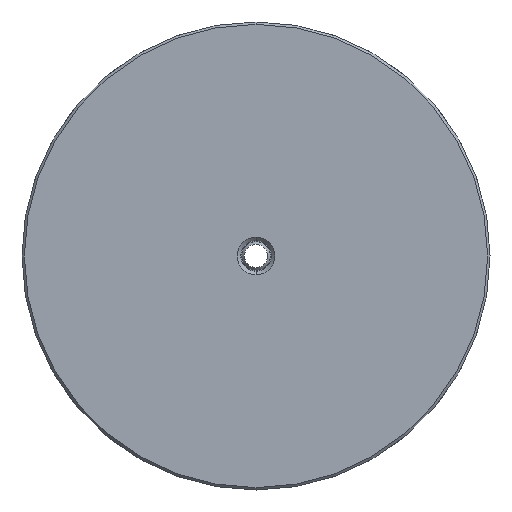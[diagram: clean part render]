
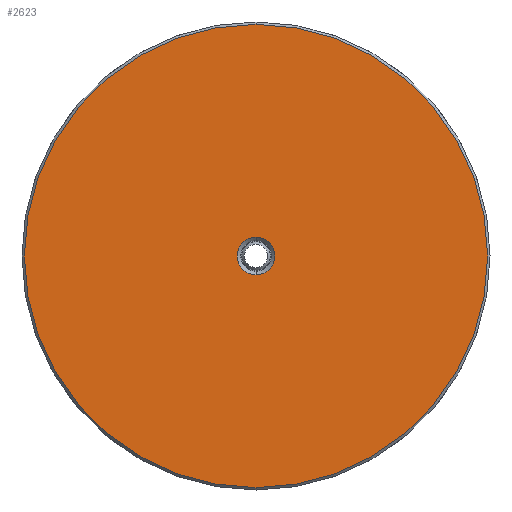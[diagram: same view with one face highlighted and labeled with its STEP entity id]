
A CAD part, front view. The second image highlights one B-rep face of the part: STEP entity #2623.
In plain terms, the highlighted planar face has unit normal (0, -1, 0).
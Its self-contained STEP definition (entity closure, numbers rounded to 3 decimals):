
#94 = VERTEX_POINT ( 'NONE', #951 ) ;
#96 = DIRECTION ( 'NONE',  ( 0., -1., 0. ) ) ;
#177 = CARTESIAN_POINT ( 'NONE',  ( 0., -9.167, 2.025 ) ) ;
#474 = CARTESIAN_POINT ( 'NONE',  ( 0., -9.167, 24.896 ) ) ;
#504 = DIRECTION ( 'NONE',  ( 0., 0., -1. ) ) ;
#694 = DIRECTION ( 'NONE',  ( 0., -1., 0. ) ) ;
#837 = CARTESIAN_POINT ( 'NONE',  ( 0., -9.167, 0. ) ) ;
#951 = CARTESIAN_POINT ( 'NONE',  ( 0., -9.167, -2.025 ) ) ;
#1109 = CARTESIAN_POINT ( 'NONE',  ( 0., -9.167, 0. ) ) ;
#1208 = DIRECTION ( 'NONE',  ( 0., -1., 0. ) ) ;
#1410 = FACE_BOUND ( 'NONE', #3039, .T. ) ;
#1509 = EDGE_CURVE ( 'NONE', #4800, #2639, #2090, .T. ) ;
#1564 = DIRECTION ( 'NONE',  ( 0., 0., -1. ) ) ;
#1610 = EDGE_LOOP ( 'NONE', ( #4261, #4218 ) ) ;
#1626 = ORIENTED_EDGE ( 'NONE', *, *, #5111, .F. ) ;
#1640 = CIRCLE ( 'NONE', #3271, 2.025 ) ;
#2090 = CIRCLE ( 'NONE', #2949, 24.896 ) ;
#2121 = AXIS2_PLACEMENT_3D ( 'NONE', #1109, #2728, #4648 ) ;
#2127 = PLANE ( 'NONE',  #2537 ) ;
#2513 = CARTESIAN_POINT ( 'NONE',  ( 25.146, -9.167, 0. ) ) ;
#2537 = AXIS2_PLACEMENT_3D ( 'NONE', #2513, #96, #504 ) ;
#2623 = ADVANCED_FACE ( 'NONE', ( #4543, #1410 ), #2127, .T. ) ;
#2639 = VERTEX_POINT ( 'NONE', #474 ) ;
#2728 = DIRECTION ( 'NONE',  ( 0., -1., 0. ) ) ;
#2786 = VERTEX_POINT ( 'NONE', #177 ) ;
#2949 = AXIS2_PLACEMENT_3D ( 'NONE', #3086, #694, #3485 ) ;
#3039 = EDGE_LOOP ( 'NONE', ( #4056, #1626 ) ) ;
#3086 = CARTESIAN_POINT ( 'NONE',  ( 0., -9.167, 0. ) ) ;
#3108 = CIRCLE ( 'NONE', #2121, 2.025 ) ;
#3271 = AXIS2_PLACEMENT_3D ( 'NONE', #837, #1208, #3622 ) ;
#3485 = DIRECTION ( 'NONE',  ( 0., 0., -1. ) ) ;
#3523 = DIRECTION ( 'NONE',  ( 0., -1., 0. ) ) ;
#3524 = EDGE_CURVE ( 'NONE', #2639, #4800, #4885, .T. ) ;
#3541 = CARTESIAN_POINT ( 'NONE',  ( 0., -9.167, 0. ) ) ;
#3622 = DIRECTION ( 'NONE',  ( 0., 0., -1. ) ) ;
#3915 = EDGE_CURVE ( 'NONE', #94, #2786, #3108, .T. ) ;
#4056 = ORIENTED_EDGE ( 'NONE', *, *, #3915, .F. ) ;
#4217 = AXIS2_PLACEMENT_3D ( 'NONE', #3541, #3523, #1564 ) ;
#4218 = ORIENTED_EDGE ( 'NONE', *, *, #1509, .T. ) ;
#4261 = ORIENTED_EDGE ( 'NONE', *, *, #3524, .T. ) ;
#4543 = FACE_OUTER_BOUND ( 'NONE', #1610, .T. ) ;
#4648 = DIRECTION ( 'NONE',  ( 0., 0., -1. ) ) ;
#4800 = VERTEX_POINT ( 'NONE', #5099 ) ;
#4885 = CIRCLE ( 'NONE', #4217, 24.896 ) ;
#5099 = CARTESIAN_POINT ( 'NONE',  ( 0., -9.167, -24.896 ) ) ;
#5111 = EDGE_CURVE ( 'NONE', #2786, #94, #1640, .T. ) ;
